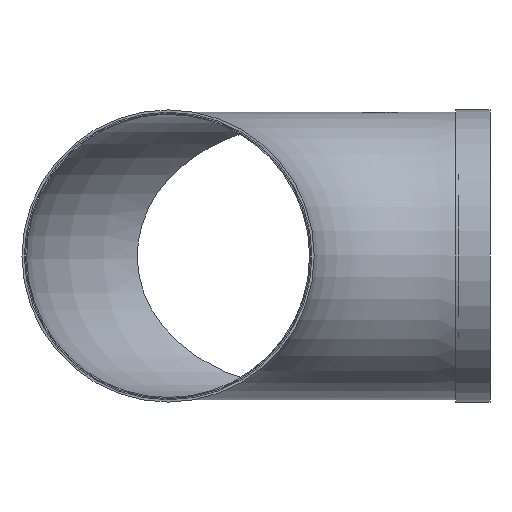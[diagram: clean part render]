
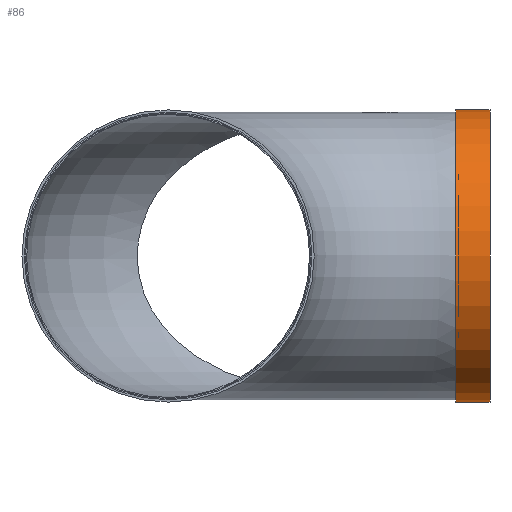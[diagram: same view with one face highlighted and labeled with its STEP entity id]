
A CAD part, left-side view. The second image highlights one B-rep face of the part: STEP entity #86.
In plain terms, the highlighted cylindrical face has radius 228.6 mm (diameter 457.2 mm), a full revolution.
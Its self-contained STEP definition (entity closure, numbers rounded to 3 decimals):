
#86 = ADVANCED_FACE( '', ( #179, #180 ), #181, .T. );
#179 = FACE_OUTER_BOUND( '', #285, .T. );
#180 = FACE_OUTER_BOUND( '', #286, .T. );
#181 = CYLINDRICAL_SURFACE( '', #287, 228.6 );
#285 = EDGE_LOOP( '', ( #398 ) );
#286 = EDGE_LOOP( '', ( #399 ) );
#287 = AXIS2_PLACEMENT_3D( '', #400, #401, #402 );
#398 = ORIENTED_EDGE( '', *, *, #520, .T. );
#399 = ORIENTED_EDGE( '', *, *, #509, .F. );
#400 = CARTESIAN_POINT( '', ( 0., 0., 0. ) );
#401 = DIRECTION( '', ( 0., 1., 0. ) );
#402 = DIRECTION( '', ( 0., 0., -1. ) );
#509 = EDGE_CURVE( '', #569, #569, #570, .T. );
#520 = EDGE_CURVE( '', #587, #587, #588, .T. );
#569 = VERTEX_POINT( '', #1064 );
#570 = CIRCLE( '', #1065, 228.6 );
#587 = VERTEX_POINT( '', #1082 );
#588 = CIRCLE( '', #1083, 228.6 );
#1064 = CARTESIAN_POINT( '', ( 0., 0., -228.6 ) );
#1065 = AXIS2_PLACEMENT_3D( '', #1756, #1757, #1758 );
#1082 = CARTESIAN_POINT( '', ( 0., 53.6, -228.6 ) );
#1083 = AXIS2_PLACEMENT_3D( '', #1777, #1778, #1779 );
#1756 = CARTESIAN_POINT( '', ( 0., 0., 0. ) );
#1757 = DIRECTION( '', ( 0., -1., 0. ) );
#1758 = DIRECTION( '', ( 0., 0., -1. ) );
#1777 = CARTESIAN_POINT( '', ( 0., 53.6, 0. ) );
#1778 = DIRECTION( '', ( 0., -1., 0. ) );
#1779 = DIRECTION( '', ( 0., 0., -1. ) );
